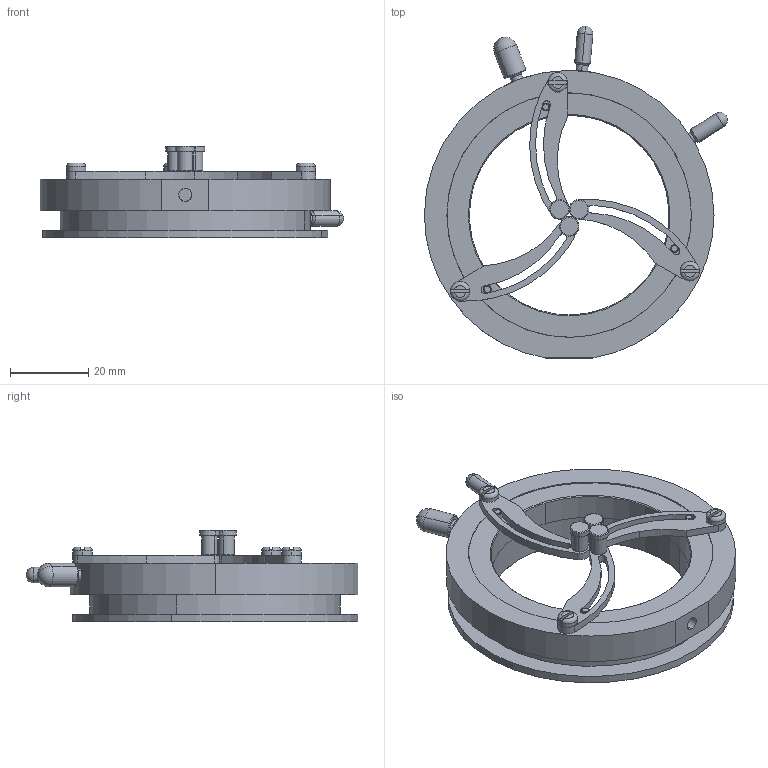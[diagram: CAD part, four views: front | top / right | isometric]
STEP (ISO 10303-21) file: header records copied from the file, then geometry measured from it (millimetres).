
FILE_DESCRIPTION (( 'STEP AP214' ), '1' );
FILE_NAME ('1.1.4.2，ZJX-50，标准自定心调整架，支持镜片尺寸φ50mm，A.STEP', '2020-10-13T00:38:20', ( '' ), ( '' ), 'SwSTEP 2.0', 'SolidWorks 2018', '' );
FILE_SCHEMA (( 'AUTOMOTIVE_DESIGN' ));
Length unit declared in the file: millimetre
Products named in the file (1): 1.1.4.2，ZJX-50，标准自定心调整架，支持镜片尺寸φ50mm，A
Bounding box: 77.48 x 84.82 x 23.5 mm (x, y, z)
Surface area: 18021.9 mm2 (no closed solid volume)
Topology: 0 solids, 27 shells, 253 faces, 671 edges, 453 vertices
Faces by surface type: cylinder 97, plane 90, cone 34, torus 26, sphere 6
Entity records: 11099 total; most frequent: CARTESIAN_POINT 1876, DIRECTION 1459, ORIENTED_EDGE 1196, EDGE_CURVE 659, AXIS2_PLACEMENT_3D 616, VERTEX_POINT 447, CIRCLE 362, EDGE_LOOP 309
